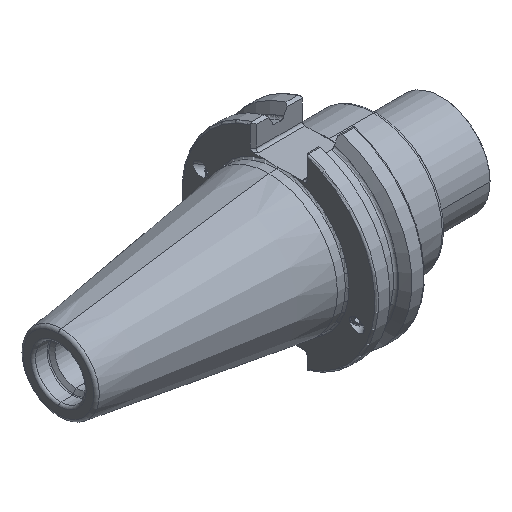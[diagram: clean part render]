
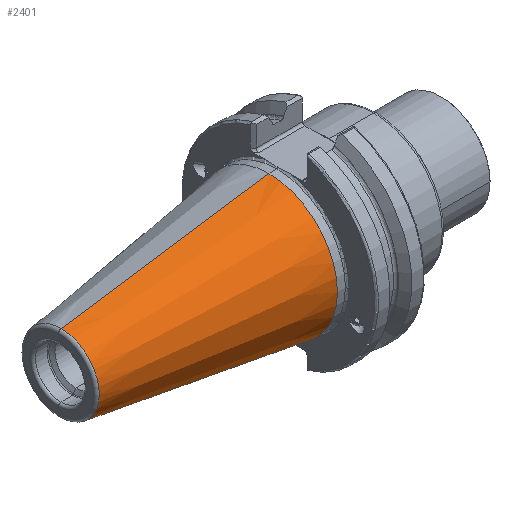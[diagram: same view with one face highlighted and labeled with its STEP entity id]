
A CAD part, isometric view. The second image highlights one B-rep face of the part: STEP entity #2401.
In plain terms, the highlighted conical face has half-angle 8.297 degrees and reference radius 22.225 mm.
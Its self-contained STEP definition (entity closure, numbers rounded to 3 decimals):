
#159 = EDGE_CURVE ( 'NONE', #3762, #5100, #2092, .T. ) ;
#253 = VERTEX_POINT ( 'NONE', #4664 ) ;
#539 = CARTESIAN_POINT ( 'NONE',  ( 0., 0., 0. ) ) ;
#741 = CARTESIAN_POINT ( 'NONE',  ( 0., 0., 22.225 ) ) ;
#842 = ORIENTED_EDGE ( 'NONE', *, *, #5990, .F. ) ;
#930 = VECTOR ( 'NONE', #9447, 1000. ) ;
#940 = LINE ( 'NONE', #741, #930 ) ;
#1519 = EDGE_LOOP ( 'NONE', ( #5573, #842, #4788, #8571 ) ) ;
#2092 = LINE ( 'NONE', #5236, #2745 ) ;
#2190 = DIRECTION ( 'NONE',  ( 0., 0., -1. ) ) ;
#2361 = CIRCLE ( 'NONE', #7111, 22.225 ) ;
#2401 = ADVANCED_FACE ( 'NONE', ( #5288 ), #8644, .T. ) ;
#2745 = VECTOR ( 'NONE', #8330, 1000. ) ;
#2759 = CIRCLE ( 'NONE', #4074, 12.397 ) ;
#2930 = DIRECTION ( 'NONE',  ( 1., 0., 0. ) ) ;
#3470 = DIRECTION ( 'NONE',  ( 0., 0., 1. ) ) ;
#3762 = VERTEX_POINT ( 'NONE', #8217 ) ;
#4074 = AXIS2_PLACEMENT_3D ( 'NONE', #8907, #7294, #3470 ) ;
#4513 = CARTESIAN_POINT ( 'NONE',  ( 0., 0., 0. ) ) ;
#4664 = CARTESIAN_POINT ( 'NONE',  ( -67.394, 0., 12.397 ) ) ;
#4788 = ORIENTED_EDGE ( 'NONE', *, *, #159, .T. ) ;
#4921 = EDGE_CURVE ( 'NONE', #5100, #9642, #2361, .T. ) ;
#5100 = VERTEX_POINT ( 'NONE', #8638 ) ;
#5236 = CARTESIAN_POINT ( 'NONE',  ( 0., 0., -22.225 ) ) ;
#5288 = FACE_OUTER_BOUND ( 'NONE', #1519, .T. ) ;
#5573 = ORIENTED_EDGE ( 'NONE', *, *, #7598, .F. ) ;
#5990 = EDGE_CURVE ( 'NONE', #3762, #253, #2759, .T. ) ;
#7111 = AXIS2_PLACEMENT_3D ( 'NONE', #4513, #8331, #9179 ) ;
#7294 = DIRECTION ( 'NONE',  ( -1., 0., 0. ) ) ;
#7598 = EDGE_CURVE ( 'NONE', #253, #9642, #940, .T. ) ;
#7662 = CARTESIAN_POINT ( 'NONE',  ( 0., 0., 22.225 ) ) ;
#8217 = CARTESIAN_POINT ( 'NONE',  ( -67.394, 0., -12.397 ) ) ;
#8330 = DIRECTION ( 'NONE',  ( 0.99, 0., -0.144 ) ) ;
#8331 = DIRECTION ( 'NONE',  ( -1., 0., 0. ) ) ;
#8571 = ORIENTED_EDGE ( 'NONE', *, *, #4921, .T. ) ;
#8638 = CARTESIAN_POINT ( 'NONE',  ( 0., 0., -22.225 ) ) ;
#8644 = CONICAL_SURFACE ( 'NONE', #9118, 22.225, 0.145 ) ;
#8907 = CARTESIAN_POINT ( 'NONE',  ( -67.394, 0., 0. ) ) ;
#9118 = AXIS2_PLACEMENT_3D ( 'NONE', #539, #2930, #2190 ) ;
#9179 = DIRECTION ( 'NONE',  ( 0., 0., 1. ) ) ;
#9447 = DIRECTION ( 'NONE',  ( 0.99, 0., 0.144 ) ) ;
#9642 = VERTEX_POINT ( 'NONE', #7662 ) ;
